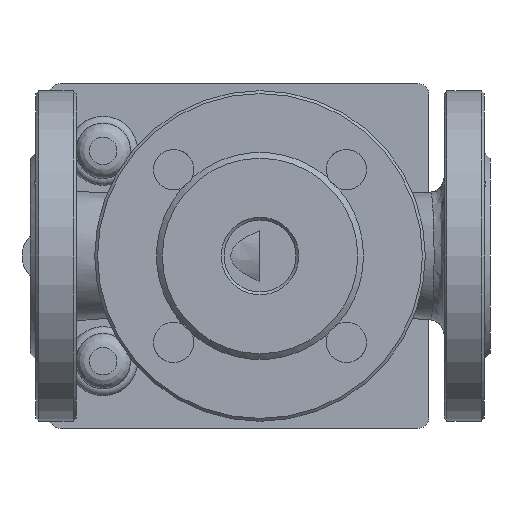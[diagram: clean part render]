
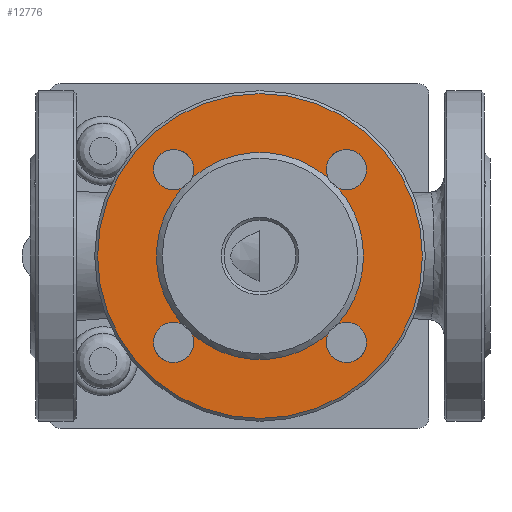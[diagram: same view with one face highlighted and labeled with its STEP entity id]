
A CAD part, front view. The second image highlights one B-rep face of the part: STEP entity #12776.
In plain terms, the highlighted planar face has unit normal (0, -1, 0).
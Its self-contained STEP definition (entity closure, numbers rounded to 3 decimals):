
#161=FACE_BOUND('',#1453,.T.);
#286=PLANE('',#13714);
#746=FACE_OUTER_BOUND('',#1452,.T.);
#1452=EDGE_LOOP('',(#8785));
#1453=EDGE_LOOP('',(#8786,#8787,#8788,#8789,#8790,#8791,#8792,#8793,#8794,
#8795,#8796,#8797,#8798));
#2166=CIRCLE('',#13713,56.5);
#2167=CIRCLE('',#13715,36.);
#2168=CIRCLE('',#13716,7.);
#2169=CIRCLE('',#13717,7.);
#2170=CIRCLE('',#13718,36.);
#2171=CIRCLE('',#13719,7.);
#2172=CIRCLE('',#13720,7.);
#2173=CIRCLE('',#13721,36.);
#2174=CIRCLE('',#13722,7.);
#2175=CIRCLE('',#13723,7.);
#2176=CIRCLE('',#13724,36.);
#2177=CIRCLE('',#13725,36.);
#2178=CIRCLE('',#13726,7.);
#2179=CIRCLE('',#13727,7.);
#5281=VERTEX_POINT('',#20666);
#5282=VERTEX_POINT('',#20670);
#5283=VERTEX_POINT('',#20671);
#5284=VERTEX_POINT('',#20673);
#5285=VERTEX_POINT('',#20675);
#5286=VERTEX_POINT('',#20677);
#5287=VERTEX_POINT('',#20679);
#5288=VERTEX_POINT('',#20681);
#5289=VERTEX_POINT('',#20683);
#5290=VERTEX_POINT('',#20685);
#5291=VERTEX_POINT('',#20687);
#5292=VERTEX_POINT('',#20689);
#5293=VERTEX_POINT('',#20691);
#5294=VERTEX_POINT('',#20693);
#6601=EDGE_CURVE('',#5281,#5281,#2166,.T.);
#6602=EDGE_CURVE('',#5282,#5283,#2167,.T.);
#6603=EDGE_CURVE('',#5284,#5282,#2168,.T.);
#6604=EDGE_CURVE('',#5285,#5284,#2169,.T.);
#6605=EDGE_CURVE('',#5286,#5285,#2170,.T.);
#6606=EDGE_CURVE('',#5287,#5286,#2171,.T.);
#6607=EDGE_CURVE('',#5288,#5287,#2172,.T.);
#6608=EDGE_CURVE('',#5289,#5288,#2173,.T.);
#6609=EDGE_CURVE('',#5290,#5289,#2174,.T.);
#6610=EDGE_CURVE('',#5291,#5290,#2175,.T.);
#6611=EDGE_CURVE('',#5292,#5291,#2176,.T.);
#6612=EDGE_CURVE('',#5293,#5292,#2177,.T.);
#6613=EDGE_CURVE('',#5294,#5293,#2178,.T.);
#6614=EDGE_CURVE('',#5283,#5294,#2179,.T.);
#8785=ORIENTED_EDGE('',*,*,#6601,.F.);
#8786=ORIENTED_EDGE('',*,*,#6602,.F.);
#8787=ORIENTED_EDGE('',*,*,#6603,.F.);
#8788=ORIENTED_EDGE('',*,*,#6604,.F.);
#8789=ORIENTED_EDGE('',*,*,#6605,.F.);
#8790=ORIENTED_EDGE('',*,*,#6606,.F.);
#8791=ORIENTED_EDGE('',*,*,#6607,.F.);
#8792=ORIENTED_EDGE('',*,*,#6608,.F.);
#8793=ORIENTED_EDGE('',*,*,#6609,.F.);
#8794=ORIENTED_EDGE('',*,*,#6610,.F.);
#8795=ORIENTED_EDGE('',*,*,#6611,.F.);
#8796=ORIENTED_EDGE('',*,*,#6612,.F.);
#8797=ORIENTED_EDGE('',*,*,#6613,.F.);
#8798=ORIENTED_EDGE('',*,*,#6614,.F.);
#12776=ADVANCED_FACE('',(#746,#161),#286,.F.);
#13713=AXIS2_PLACEMENT_3D('',#20668,#15227,#15228);
#13714=AXIS2_PLACEMENT_3D('',#20669,#15229,#15230);
#13715=AXIS2_PLACEMENT_3D('',#20672,#15231,#15232);
#13716=AXIS2_PLACEMENT_3D('',#20674,#15233,#15234);
#13717=AXIS2_PLACEMENT_3D('',#20676,#15235,#15236);
#13718=AXIS2_PLACEMENT_3D('',#20678,#15237,#15238);
#13719=AXIS2_PLACEMENT_3D('',#20680,#15239,#15240);
#13720=AXIS2_PLACEMENT_3D('',#20682,#15241,#15242);
#13721=AXIS2_PLACEMENT_3D('',#20684,#15243,#15244);
#13722=AXIS2_PLACEMENT_3D('',#20686,#15245,#15246);
#13723=AXIS2_PLACEMENT_3D('',#20688,#15247,#15248);
#13724=AXIS2_PLACEMENT_3D('',#20690,#15249,#15250);
#13725=AXIS2_PLACEMENT_3D('',#20692,#15251,#15252);
#13726=AXIS2_PLACEMENT_3D('',#20694,#15253,#15254);
#13727=AXIS2_PLACEMENT_3D('',#20695,#15255,#15256);
#15227=DIRECTION('center_axis',(0.,1.,0.));
#15228=DIRECTION('ref_axis',(0.,0.,-1.));
#15229=DIRECTION('center_axis',(0.,1.,0.));
#15230=DIRECTION('ref_axis',(0.,0.,1.));
#15231=DIRECTION('center_axis',(0.,-1.,0.));
#15232=DIRECTION('ref_axis',(-1.,0.,0.));
#15233=DIRECTION('center_axis',(0.,-1.,0.));
#15234=DIRECTION('ref_axis',(0.,0.,-1.));
#15235=DIRECTION('center_axis',(0.,-1.,0.));
#15236=DIRECTION('ref_axis',(0.,0.,-1.));
#15237=DIRECTION('center_axis',(0.,-1.,0.));
#15238=DIRECTION('ref_axis',(-1.,0.,0.));
#15239=DIRECTION('center_axis',(0.,-1.,0.));
#15240=DIRECTION('ref_axis',(0.,0.,-1.));
#15241=DIRECTION('center_axis',(0.,-1.,0.));
#15242=DIRECTION('ref_axis',(0.,0.,-1.));
#15243=DIRECTION('center_axis',(0.,-1.,0.));
#15244=DIRECTION('ref_axis',(-1.,0.,0.));
#15245=DIRECTION('center_axis',(0.,-1.,0.));
#15246=DIRECTION('ref_axis',(0.,0.,-1.));
#15247=DIRECTION('center_axis',(0.,-1.,0.));
#15248=DIRECTION('ref_axis',(0.,0.,-1.));
#15249=DIRECTION('center_axis',(0.,-1.,0.));
#15250=DIRECTION('ref_axis',(-1.,0.,0.));
#15251=DIRECTION('center_axis',(0.,-1.,0.));
#15252=DIRECTION('ref_axis',(-1.,0.,0.));
#15253=DIRECTION('center_axis',(0.,-1.,0.));
#15254=DIRECTION('ref_axis',(0.,0.,-1.));
#15255=DIRECTION('center_axis',(0.,-1.,0.));
#15256=DIRECTION('ref_axis',(0.,0.,-1.));
#20666=CARTESIAN_POINT('',(0.,-78.,56.5));
#20668=CARTESIAN_POINT('Origin',(0.,-78.,0.));
#20669=CARTESIAN_POINT('Origin',(0.,-78.,0.));
#20670=CARTESIAN_POINT('',(-23.71,-78.,-27.09));
#20671=CARTESIAN_POINT('',(23.71,-78.,-27.09));
#20672=CARTESIAN_POINT('Origin',(0.,-78.,0.));
#20673=CARTESIAN_POINT('',(-30.052,-78.,-23.052));
#20674=CARTESIAN_POINT('Origin',(-30.052,-78.,-30.052));
#20675=CARTESIAN_POINT('',(-27.09,-78.,-23.71));
#20676=CARTESIAN_POINT('Origin',(-30.052,-78.,-30.052));
#20677=CARTESIAN_POINT('',(-27.09,-78.,23.71));
#20678=CARTESIAN_POINT('Origin',(0.,-78.,0.));
#20679=CARTESIAN_POINT('',(-30.052,-78.,37.052));
#20680=CARTESIAN_POINT('Origin',(-30.052,-78.,30.052));
#20681=CARTESIAN_POINT('',(-23.71,-78.,27.09));
#20682=CARTESIAN_POINT('Origin',(-30.052,-78.,30.052));
#20683=CARTESIAN_POINT('',(23.71,-78.,27.09));
#20684=CARTESIAN_POINT('Origin',(0.,-78.,0.));
#20685=CARTESIAN_POINT('',(30.052,-78.,37.052));
#20686=CARTESIAN_POINT('Origin',(30.052,-78.,30.052));
#20687=CARTESIAN_POINT('',(27.09,-78.,23.71));
#20688=CARTESIAN_POINT('Origin',(30.052,-78.,30.052));
#20689=CARTESIAN_POINT('',(36.,-78.,0.));
#20690=CARTESIAN_POINT('Origin',(0.,-78.,0.));
#20691=CARTESIAN_POINT('',(27.09,-78.,-23.71));
#20692=CARTESIAN_POINT('Origin',(0.,-78.,0.));
#20693=CARTESIAN_POINT('',(30.052,-78.,-23.052));
#20694=CARTESIAN_POINT('Origin',(30.052,-78.,-30.052));
#20695=CARTESIAN_POINT('Origin',(30.052,-78.,-30.052));
